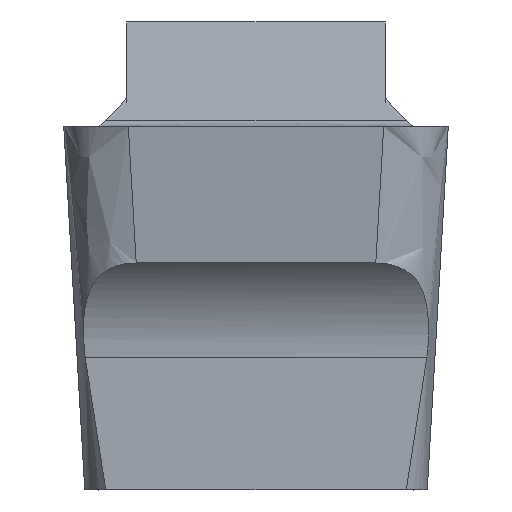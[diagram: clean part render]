
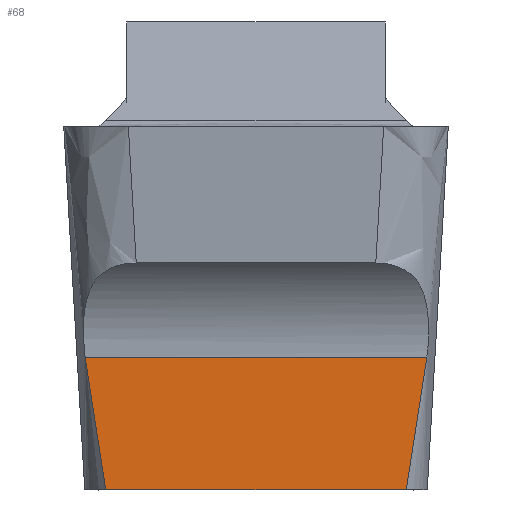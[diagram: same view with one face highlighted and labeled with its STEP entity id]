
A CAD part, front view. The second image highlights one B-rep face of the part: STEP entity #68.
In plain terms, the highlighted planar face has unit normal (0, -1, 0).
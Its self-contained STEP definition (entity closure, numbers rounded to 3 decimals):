
#47=B_SPLINE_CURVE_WITH_KNOTS('',3,(#842,#843,#844,#845),.UNSPECIFIED.,
 .F.,.F.,(4,4),(0.,1.),.UNSPECIFIED.);
#48=B_SPLINE_CURVE_WITH_KNOTS('',3,(#849,#850,#851,#852),.UNSPECIFIED.,
 .F.,.F.,(4,4),(0.,1.),.UNSPECIFIED.);
#68=ADVANCED_FACE('SIDE_IB_1_SU3',(#116),#95,.F.);
#95=PLANE('',#599);
#116=FACE_OUTER_BOUND('',#144,.T.);
#144=EDGE_LOOP('',(#193,#194,#195,#196));
#193=ORIENTED_EDGE('',*,*,#399,.F.);
#194=ORIENTED_EDGE('',*,*,#400,.F.);
#195=ORIENTED_EDGE('',*,*,#401,.F.);
#196=ORIENTED_EDGE('',*,*,#385,.F.);
#333=VERTEX_POINT('',#764);
#334=VERTEX_POINT('',#766);
#345=VERTEX_POINT('',#846);
#346=VERTEX_POINT('',#848);
#385=EDGE_CURVE('',#333,#334,#461,.T.);
#399=EDGE_CURVE('',#345,#333,#47,.T.);
#400=EDGE_CURVE('',#346,#345,#469,.T.);
#401=EDGE_CURVE('',#334,#346,#48,.T.);
#461=LINE('',#765,#511);
#469=LINE('',#847,#519);
#511=VECTOR('',#630,1.);
#519=VECTOR('',#644,1.);
#599=AXIS2_PLACEMENT_3D('',#853,#645,#646);
#630=DIRECTION('',(-1.,0.,0.));
#644=DIRECTION('',(1.,0.,0.));
#645=DIRECTION('',(0.,1.,0.));
#646=DIRECTION('',(0.,0.,1.));
#764=CARTESIAN_POINT('',(1.859,-12.293,-4.495));
#765=CARTESIAN_POINT('',(-1.92,-12.293,-4.495));
#766=CARTESIAN_POINT('',(-1.859,-12.293,-4.495));
#842=CARTESIAN_POINT('',(2.114,-12.293,-2.851));
#843=CARTESIAN_POINT('',(2.045,-12.293,-3.401));
#844=CARTESIAN_POINT('',(1.964,-12.293,-3.951));
#845=CARTESIAN_POINT('',(1.859,-12.293,-4.495));
#846=CARTESIAN_POINT('',(2.114,-12.293,-2.851));
#847=CARTESIAN_POINT('',(5.,-12.293,-2.851));
#848=CARTESIAN_POINT('',(-2.114,-12.293,-2.851));
#849=CARTESIAN_POINT('',(-1.859,-12.293,-4.495));
#850=CARTESIAN_POINT('',(-1.964,-12.293,-3.951));
#851=CARTESIAN_POINT('',(-2.045,-12.293,-3.401));
#852=CARTESIAN_POINT('',(-2.114,-12.293,-2.851));
#853=CARTESIAN_POINT('',(-1.92,-12.293,-5.995));
